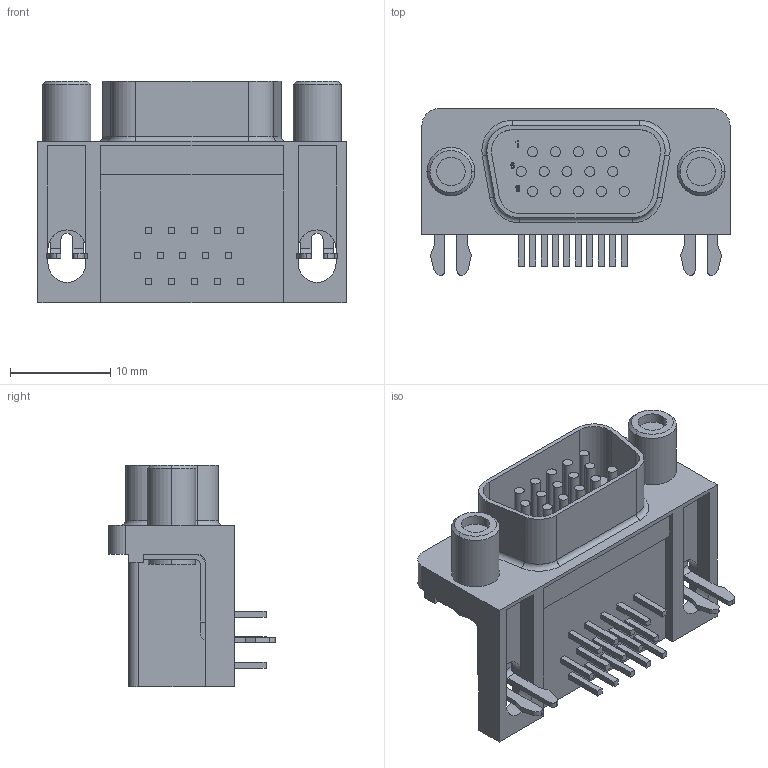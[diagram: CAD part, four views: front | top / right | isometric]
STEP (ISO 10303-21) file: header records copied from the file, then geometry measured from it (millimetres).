
FILE_DESCRIPTION((''),'2;1');
FILE_NAME('C-2311775-1','2018-06-14T',('workeradm'),('TE Connectivity Ltd.'),'CREO PARAMETRIC BY PTC INC, 2016050','CREO PARAMETRIC BY PTC INC, 2016050','');
FILE_SCHEMA(('AUTOMOTIVE_DESIGN { 1 0 10303 214 1 1 1 1 }'));
Length unit declared in the file: millimetre
Products named in the file (1): C-2311775-1
Bounding box: 30.81 x 16.65 x 22.1 mm (x, y, z)
Volume: 3874 mm3; surface area: 3543.7 mm2
Topology: 1 solids, 1 shells, 358 faces, 945 edges, 624 vertices
Faces by surface type: plane 264, cylinder 86, torus 4, cone 4
Entity records: 11183 total; most frequent: CARTESIAN_POINT 1929, ORIENTED_EDGE 1890, DIRECTION 1847, EDGE_CURVE 945, VECTOR 759, LINE 759, VERTEX_POINT 624, AXIS2_PLACEMENT_3D 544
